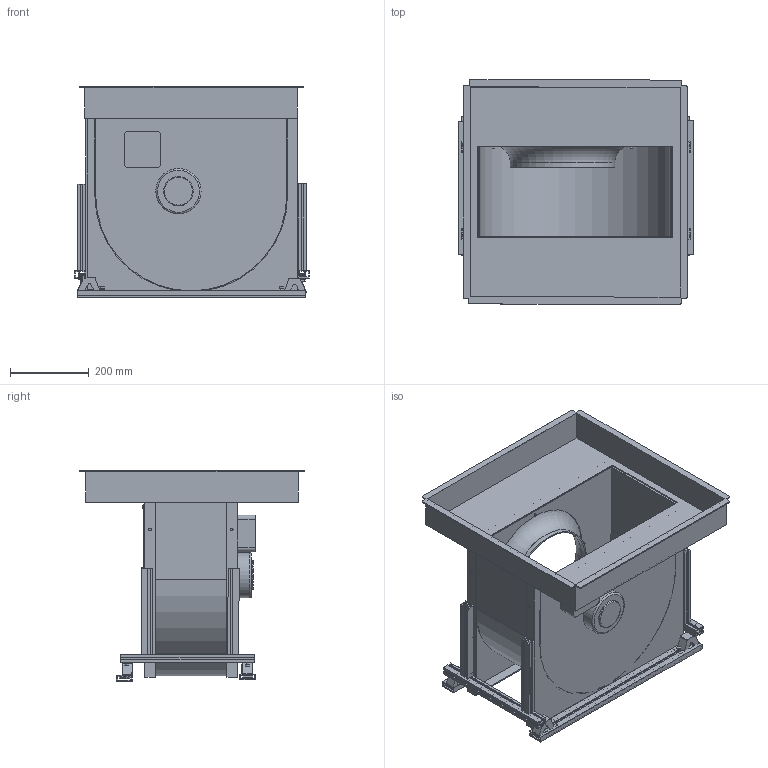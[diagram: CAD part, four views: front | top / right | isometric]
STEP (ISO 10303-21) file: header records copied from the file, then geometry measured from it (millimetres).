
FILE_DESCRIPTION( ( 'Unknown' ), '1' );
FILE_NAME( 'MXAC35R-1635.step', 'Unknown', ( 'Unknown' ), ( 'Unknown' ), 'PSStep 17.0.49', 'Unknown', ' ' );
FILE_SCHEMA( ( 'AUTOMOTIVE_DESIGN { 1 0 10303 214 1 1 1 1 }' ) );
Length unit declared in the file: millimetre
Products named in the file (10): Assem1; MXAC35R-1635; skena 2 ; hexa 2 11mm; skena 3; fot 2; skena; lock ac 35r; kon ac 35r; nit 1
Assembly tree (35 placements, depth 2):
  Assem1
    MXAC35R-1635
    skena 2   x4
    hexa 2 11mm  x16
    skena 3  x2
    fot 2  x4
    skena  x2
    lock ac 35r
    kon ac 35r
    nit 1  x4
Bounding box: 596.96 x 570.37 x 535.97 mm (x, y, z)
Volume: 4999748.3 mm3; surface area: 3129542.9 mm2
Topology: 35 solids, 35 shells, 927 faces, 2264 edges, 1449 vertices
Faces by surface type: plane 641, cylinder 278, torus 8
Full cylindrical faces by diameter (mm): 4 x4, 5 x16, 7 x34, 75 x1, 115 x1, 260 x1, 266 x1, 340 x1, 360 x1
Entity records: 10525 total; most frequent: CARTESIAN_POINT 1727, DIRECTION 1331, ORIENTED_EDGE 1260, EDGE_CURVE 630, LINE 511, VECTOR 511, VERTEX_POINT 430, AXIS2_PLACEMENT_3D 410
